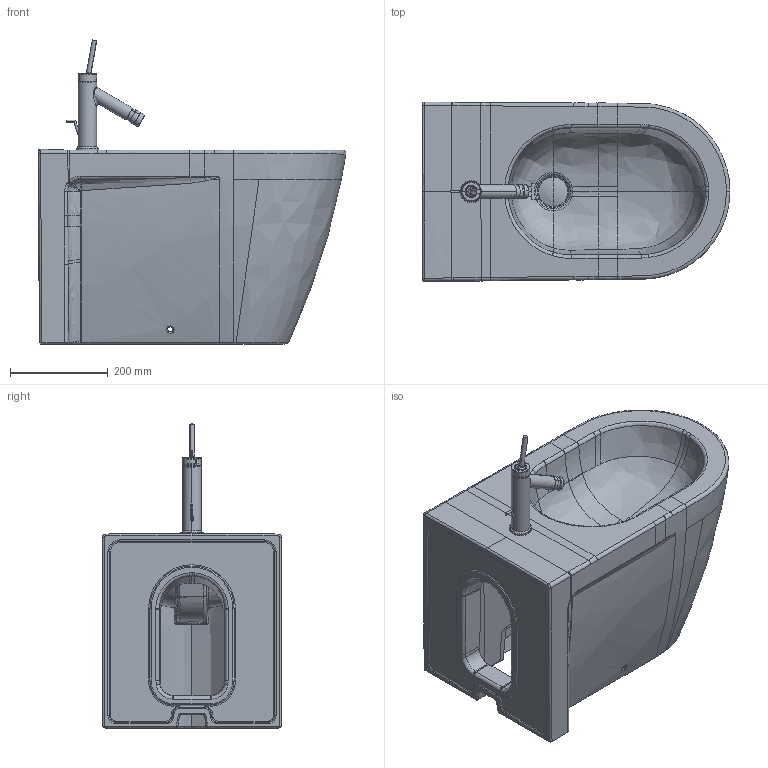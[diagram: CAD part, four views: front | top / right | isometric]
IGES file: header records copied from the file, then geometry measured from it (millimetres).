
Global section: file name: No Iges File Name specified; native system: Autodesk Inventor 2011; preprocessor: AutoDesk Inventor Iges Exporter R2011; author: Administrator; date: 20120411.082208; units: millimetre
Bounding box: 630.13 x 367.72 x 622.5 mm (x, y, z)
Volume: 38171553 mm3; surface area: 1558305.1 mm2
Topology: 11 solids, 11 shells, 1178 faces, 3068 edges, 1894 vertices
Faces by surface type: bspline 484, revolution 238, plane 237, cylinder 142, torus 59, cone 11, sphere 7
